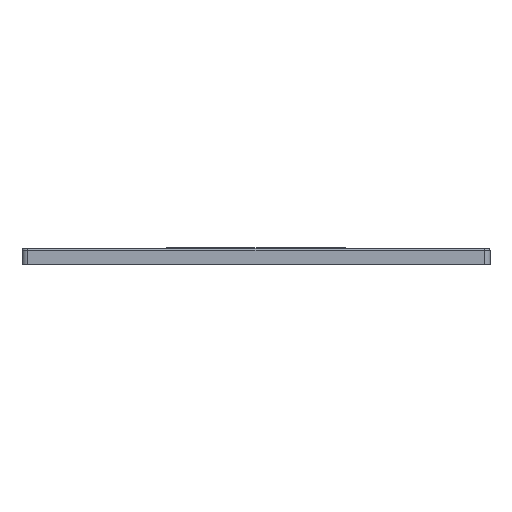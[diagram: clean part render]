
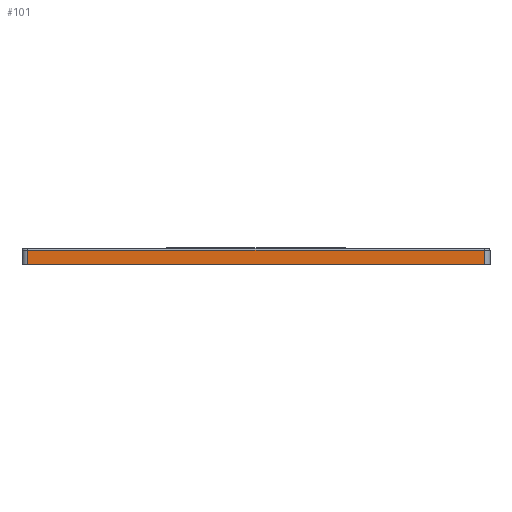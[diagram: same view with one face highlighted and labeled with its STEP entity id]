
A CAD part, front view. The second image highlights one B-rep face of the part: STEP entity #101.
In plain terms, the highlighted planar face has unit normal (0, -1, 0).
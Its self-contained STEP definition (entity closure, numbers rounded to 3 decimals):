
#15=VECTOR('',#2919,4.8);
#16=VECTOR('',#2903,156.);
#17=VECTOR('',#2902,4.8);
#27=LINE('',#1366,#15);
#28=LINE('',#1821,#16);
#29=LINE('',#1822,#17);
#39=PLANE('',#2864);
#101=ADVANCED_FACE('extract',(#143),#39,.T.);
#143=FACE_OUTER_BOUND('',#597,.T.);
#227=ORIENTED_EDGE('',*,*,#402,.T.);
#228=ORIENTED_EDGE('',*,*,#403,.T.);
#229=ORIENTED_EDGE('',*,*,#404,.T.);
#230=ORIENTED_EDGE('',*,*,#379,.T.);
#379=EDGE_CURVE('14',#538,#539,#474,.T.);
#402=EDGE_CURVE('37',#539,#553,#27,.T.);
#403=EDGE_CURVE('38',#553,#554,#28,.T.);
#404=EDGE_CURVE('39',#554,#538,#29,.T.);
#474=B_SPLINE_CURVE_WITH_KNOTS('',2,(#1364,#1371,#1366),.UNSPECIFIED.,.F.,.U.,(3,3),(0.,1.),.UNSPECIFIED.);
#538=VERTEX_POINT('11',#1364);
#539=VERTEX_POINT('12',#1366);
#553=VERTEX_POINT('26',#1821);
#554=VERTEX_POINT('27',#1822);
#597=EDGE_LOOP('',(#227,#228,#229,#230));
#1364=CARTESIAN_POINT('',(78.,-100.5,5.));
#1366=CARTESIAN_POINT('',(-78.,-100.5,5.));
#1371=CARTESIAN_POINT('',(0.,-100.5,5.005));
#1821=CARTESIAN_POINT('',(-78.,-100.5,0.2));
#1822=CARTESIAN_POINT('',(78.,-100.5,0.2));
#2864=AXIS2_PLACEMENT_3D('',#1821,#2907,#2903);
#2902=DIRECTION('',(0.,0.,1.));
#2903=DIRECTION('',(1.,0.,0.));
#2907=DIRECTION('',(0.,-1.,0.));
#2919=DIRECTION('',(0.,0.,-1.));
